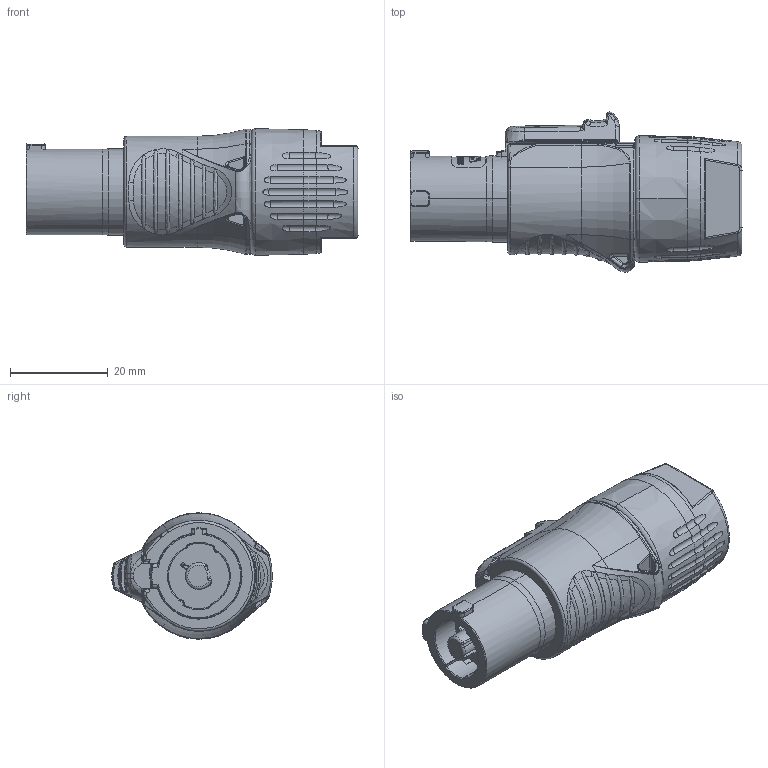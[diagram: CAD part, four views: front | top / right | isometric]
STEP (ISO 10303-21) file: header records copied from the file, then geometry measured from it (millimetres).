
FILE_DESCRIPTION((''),'2;1');
FILE_NAME('RCAC3I-G-000-0','2021-01-07T14:10:12',('phk'),(''),'CREO PARAMETRIC BY PTC INC, 2019080','CREO PARAMETRIC BY PTC INC, 2019080','');
FILE_SCHEMA(('CONFIG_CONTROL_DESIGN'));
Products named in the file (1): RCAC3I-G-000-0
Bounding box: 68.1 x 32.92 x 25.96 mm (x, y, z)
Volume: 26676 mm3; surface area: 7661.9 mm2
Topology: 1 solids, 12 shells, 1072 faces, 2754 edges, 1727 vertices
Faces by surface type: bspline 289, cylinder 244, plane 228, extrusion 131, torus 112, cone 49, sphere 19
Entity records: 46257 total; most frequent: CARTESIAN_POINT 23062, ORIENTED_EDGE 5508, DIRECTION 3788, EDGE_CURVE 2754, VERTEX_POINT 1727, AXIS2_PLACEMENT_3D 1446, B_SPLINE_CURVE_WITH_KNOTS 1326, EDGE_LOOP 1103
